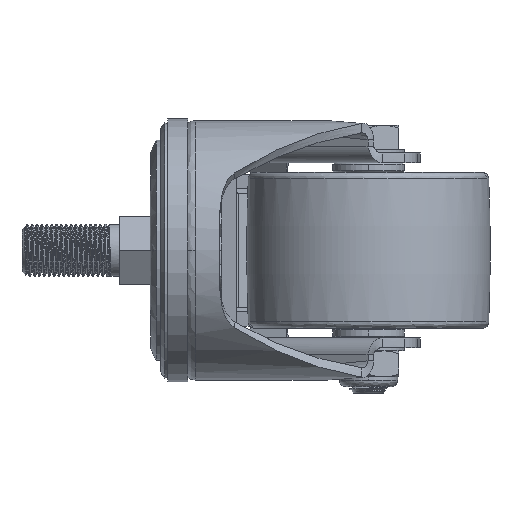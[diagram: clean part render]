
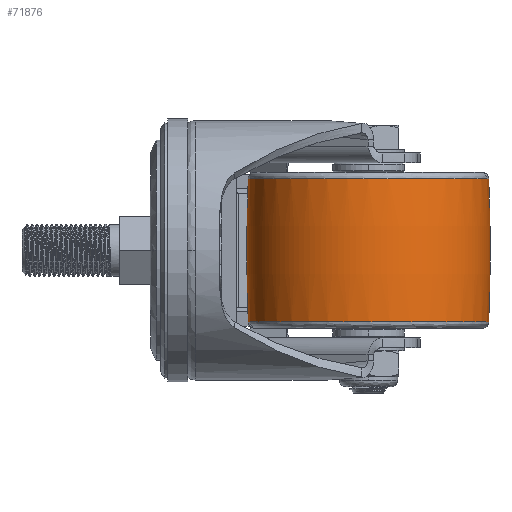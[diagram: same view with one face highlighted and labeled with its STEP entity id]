
A CAD part, left-side view. The second image highlights one B-rep face of the part: STEP entity #71876.
In plain terms, the highlighted toroidal (fillet/blend) face has major radius 538.75 mm and minor radius 576.25 mm.
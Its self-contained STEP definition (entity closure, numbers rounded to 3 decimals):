
#1045 = VERTEX_POINT ( 'NONE', #55692 ) ;
#2872 = EDGE_CURVE ( 'NONE', #55795, #1045, #58555, .T. ) ;
#4755 = CARTESIAN_POINT ( 'NONE',  ( 17.5, -55.8, 22.077 ) ) ;
#6918 = EDGE_CURVE ( 'NONE', #14825, #61238, #62041, .T. ) ;
#6965 = CARTESIAN_POINT ( 'NONE',  ( 17.5, -55.8, -22.077 ) ) ;
#7157 = DIRECTION ( 'NONE',  ( 0., 0., -1. ) ) ;
#11124 = ORIENTED_EDGE ( 'NONE', *, *, #44802, .T. ) ;
#12248 = CARTESIAN_POINT ( 'NONE',  ( 17.5, -55.8, -22.077 ) ) ;
#14825 = VERTEX_POINT ( 'NONE', #57361 ) ;
#17434 = TOROIDAL_SURFACE ( 'NONE', #27805, -538.75, 576.25 ) ;
#17661 = DIRECTION ( 'NONE',  ( 0.063, 0.998, 0. ) ) ;
#17705 = ORIENTED_EDGE ( 'NONE', *, *, #6918, .T. ) ;
#18337 = DIRECTION ( 'NONE',  ( 0., 0., 1. ) ) ;
#19464 = DIRECTION ( 'NONE',  ( 0.063, 0.998, 0. ) ) ;
#20499 = EDGE_CURVE ( 'NONE', #1045, #14825, #76206, .T. ) ;
#22015 = CARTESIAN_POINT ( 'NONE',  ( 17.5, -55.8, 0. ) ) ;
#24127 = ORIENTED_EDGE ( 'NONE', *, *, #20499, .T. ) ;
#24149 = CIRCLE ( 'NONE', #54065, 37.077 ) ;
#24153 = CARTESIAN_POINT ( 'NONE',  ( 17.5, -18.723, 22.077 ) ) ;
#25549 = DIRECTION ( 'NONE',  ( 0., 0., 1. ) ) ;
#26560 = CARTESIAN_POINT ( 'NONE',  ( 17.5, -55.8, 22.077 ) ) ;
#27805 = AXIS2_PLACEMENT_3D ( 'NONE', #22015, #34214, #59030 ) ;
#28721 = ORIENTED_EDGE ( 'NONE', *, *, #2872, .T. ) ;
#34214 = DIRECTION ( 'NONE',  ( 0., 0., 1. ) ) ;
#37153 = ORIENTED_EDGE ( 'NONE', *, *, #73769, .F. ) ;
#42692 = DIRECTION ( 'NONE',  ( -1., 0., 0. ) ) ;
#43157 = DIRECTION ( 'NONE',  ( 0.063, 0.998, 0. ) ) ;
#44802 = EDGE_CURVE ( 'NONE', #61238, #80241, #68382, .T. ) ;
#47278 = EDGE_LOOP ( 'NONE', ( #75839, #28721, #24127, #17705, #11124, #37153 ) ) ;
#47567 = CARTESIAN_POINT ( 'NONE',  ( 17.5, 482.95, 0. ) ) ;
#52159 = CARTESIAN_POINT ( 'NONE',  ( 17.5, -594.55, 0. ) ) ;
#54065 = AXIS2_PLACEMENT_3D ( 'NONE', #12248, #18337, #43157 ) ;
#55461 = CARTESIAN_POINT ( 'NONE',  ( 17.249, -18.724, -22.077 ) ) ;
#55474 = AXIS2_PLACEMENT_3D ( 'NONE', #52159, #58212, #64348 ) ;
#55692 = CARTESIAN_POINT ( 'NONE',  ( 17.5, -92.877, -22.077 ) ) ;
#55795 = VERTEX_POINT ( 'NONE', #55461 ) ;
#57361 = CARTESIAN_POINT ( 'NONE',  ( 17.5, -92.877, 22.077 ) ) ;
#58212 = DIRECTION ( 'NONE',  ( 1., 0., 0. ) ) ;
#58555 = CIRCLE ( 'NONE', #65109, 37.077 ) ;
#59030 = DIRECTION ( 'NONE',  ( 0., 1., 0. ) ) ;
#61182 = DIRECTION ( 'NONE',  ( 0., 0., -1. ) ) ;
#61238 = VERTEX_POINT ( 'NONE', #69686 ) ;
#61826 = AXIS2_PLACEMENT_3D ( 'NONE', #26560, #7157, #76233 ) ;
#62041 = CIRCLE ( 'NONE', #76368, 37.077 ) ;
#64348 = DIRECTION ( 'NONE',  ( 0., 0., -1. ) ) ;
#65109 = AXIS2_PLACEMENT_3D ( 'NONE', #6965, #25549, #19464 ) ;
#66355 = CARTESIAN_POINT ( 'NONE',  ( 17.5, -18.723, -22.077 ) ) ;
#67519 = DIRECTION ( 'NONE',  ( 0., 0., 1. ) ) ;
#67763 = VERTEX_POINT ( 'NONE', #66355 ) ;
#68382 = CIRCLE ( 'NONE', #61826, 37.077 ) ;
#69686 = CARTESIAN_POINT ( 'NONE',  ( 17.323, -92.877, 22.077 ) ) ;
#69752 = EDGE_CURVE ( 'NONE', #67763, #55795, #24149, .T. ) ;
#69801 = CIRCLE ( 'NONE', #55474, 576.25 ) ;
#71876 = ADVANCED_FACE ( 'NONE', ( #77356 ), #17434, .T. ) ;
#73769 = EDGE_CURVE ( 'NONE', #67763, #80241, #69801, .T. ) ;
#75839 = ORIENTED_EDGE ( 'NONE', *, *, #69752, .T. ) ;
#76206 = CIRCLE ( 'NONE', #78734, 576.25 ) ;
#76233 = DIRECTION ( 'NONE',  ( 0.063, 0.998, 0. ) ) ;
#76368 = AXIS2_PLACEMENT_3D ( 'NONE', #4755, #61182, #17661 ) ;
#77356 = FACE_OUTER_BOUND ( 'NONE', #47278, .T. ) ;
#78734 = AXIS2_PLACEMENT_3D ( 'NONE', #47567, #42692, #67519 ) ;
#80241 = VERTEX_POINT ( 'NONE', #24153 ) ;
